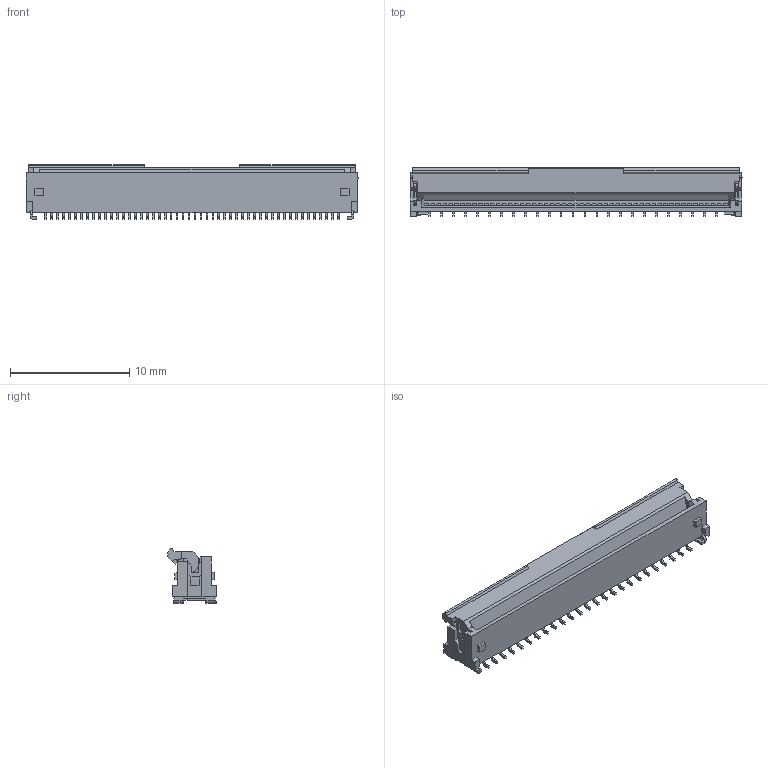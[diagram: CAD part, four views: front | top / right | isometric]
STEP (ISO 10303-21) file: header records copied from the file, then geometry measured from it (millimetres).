
FILE_DESCRIPTION(/* description */ (''),/* implementation_level */ '2;1');
FILE_NAME(/* name */ 'Molex 5019515000.step',/* time_stamp */ '2023-06-14T21:59:02+01:00',/* author */ (''),/* organization */ (''),/* preprocessor_version */ 'ST-DEVELOPER v19.2',/* originating_system */ 'Autodesk Translation Framework v12.6.0.85',/* authorisation */ '');
FILE_SCHEMA (('AUTOMOTIVE_DESIGN { 1 0 10303 214 3 1 1 }'));
Length unit declared in the file: metre
Products named in the file (1): Molex 5019515000
Bounding box: 27.8 x 4.13 x 4.6 mm (x, y, z)
Volume: 250.4 mm3; surface area: 788.6 mm2
Topology: 1 solids, 1 shells, 1580 faces, 5041 edges, 3332 vertices
Faces by surface type: plane 1431, cylinder 149
Entity records: 56099 total; most frequent: ORIENTED_EDGE 10082, CARTESIAN_POINT 9954, DIRECTION 8505, EDGE_CURVE 5041, LINE 4739, VECTOR 4739, VERTEX_POINT 3332, AXIS2_PLACEMENT_3D 1883
